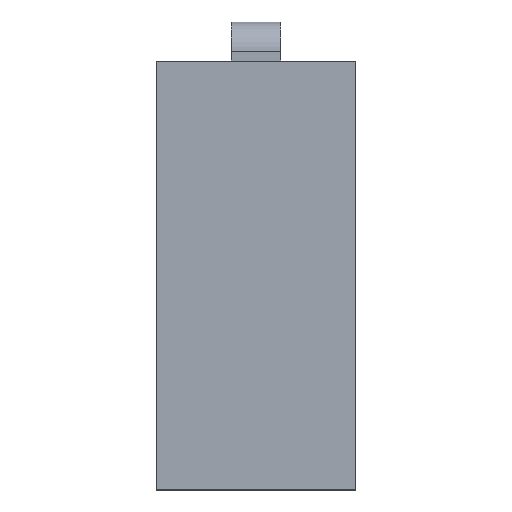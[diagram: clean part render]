
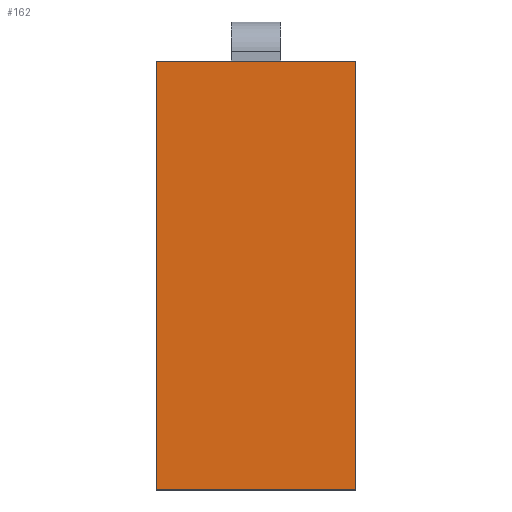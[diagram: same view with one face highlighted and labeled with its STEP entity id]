
A CAD part, top view. The second image highlights one B-rep face of the part: STEP entity #162.
In plain terms, the highlighted planar face has unit normal (0, 0, 1).
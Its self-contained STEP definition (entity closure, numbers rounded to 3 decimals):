
#162=ADVANCED_FACE('',(#817),#819,.T.);
#817=FACE_BOUND('',#818,.T.);
#818=EDGE_LOOP('',(#1331,#1332,#1333,#1334));
#819=PLANE('',#820);
#820=AXIS2_PLACEMENT_3D('',#821,#822,#823);
#821=CARTESIAN_POINT('',(-1.,-4.6,2.4));
#822=DIRECTION('',(0.,0.,1.));
#823=DIRECTION('',(1.,0.,0.));
#1331=ORIENTED_EDGE('',*,*,#1707,.T.);
#1332=ORIENTED_EDGE('',*,*,#1686,.T.);
#1333=ORIENTED_EDGE('',*,*,#1701,.F.);
#1334=ORIENTED_EDGE('',*,*,#1695,.F.);
#1686=EDGE_CURVE('',#1904,#1902,#1905,.T.);
#1695=EDGE_CURVE('',#1917,#1919,#1920,.T.);
#1701=EDGE_CURVE('',#1919,#1902,#1926,.T.);
#1707=EDGE_CURVE('',#1917,#1904,#1936,.T.);
#1902=VERTEX_POINT('',#2265);
#1904=VERTEX_POINT('',#2269);
#1905=LINE('',#2270,#2271);
#1917=VERTEX_POINT('',#2298);
#1919=VERTEX_POINT('',#2302);
#1920=LINE('',#2303,#2304);
#1926=LINE('',#2321,#2322);
#1936=LINE('',#2343,#2344);
#2265=CARTESIAN_POINT('',(1.,-0.3,2.4));
#2269=CARTESIAN_POINT('',(1.,-4.6,2.4));
#2270=CARTESIAN_POINT('',(1.,-4.6,2.4));
#2271=VECTOR('',#2272,1.);
#2272=DIRECTION('',(0.,1.,0.));
#2298=CARTESIAN_POINT('',(-1.,-4.6,2.4));
#2302=CARTESIAN_POINT('',(-1.,-0.3,2.4));
#2303=CARTESIAN_POINT('',(-1.,-4.6,2.4));
#2304=VECTOR('',#2305,1.);
#2305=DIRECTION('',(0.,1.,0.));
#2321=CARTESIAN_POINT('',(-1.,-0.3,2.4));
#2322=VECTOR('',#2323,1.);
#2323=DIRECTION('',(1.,0.,0.));
#2343=CARTESIAN_POINT('',(-1.,-4.6,2.4));
#2344=VECTOR('',#2345,1.);
#2345=DIRECTION('',(1.,0.,0.));
